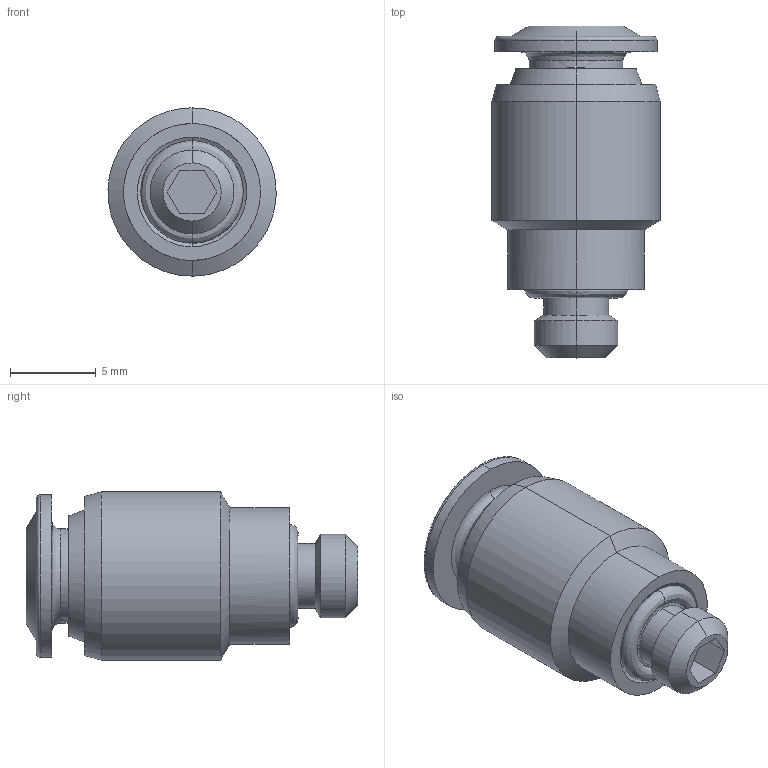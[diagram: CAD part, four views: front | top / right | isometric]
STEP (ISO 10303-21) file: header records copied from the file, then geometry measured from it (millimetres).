
FILE_DESCRIPTION (( 'STEP AP214' ), '1' );
FILE_NAME ('POC04-M5_ME.STEP', '2018-09-06T13:13:56', ( '' ), ( '' ), 'SwSTEP 2.0', 'SolidWorks 2018', '' );
FILE_SCHEMA (( 'AUTOMOTIVE_DESIGN' ));
Length unit declared in the file: millimetre
Products named in the file (1): POC04-M5_ME
Bounding box: 9.83 x 19.4 x 9.84 mm (x, y, z)
Volume: 934 mm3; surface area: 866.2 mm2
Topology: 1 solids, 1 shells, 72 faces, 164 edges, 100 vertices
Faces by surface type: bspline 72
Entity records: 2637 total; most frequent: CARTESIAN_POINT 1624, ORIENTED_EDGE 328, EDGE_CURVE 164, VERTEX_POINT 100, B_SPLINE_CURVE_WITH_KNOTS 100, EDGE_LOOP 82, ADVANCED_FACE 72, FACE_OUTER_BOUND 72
